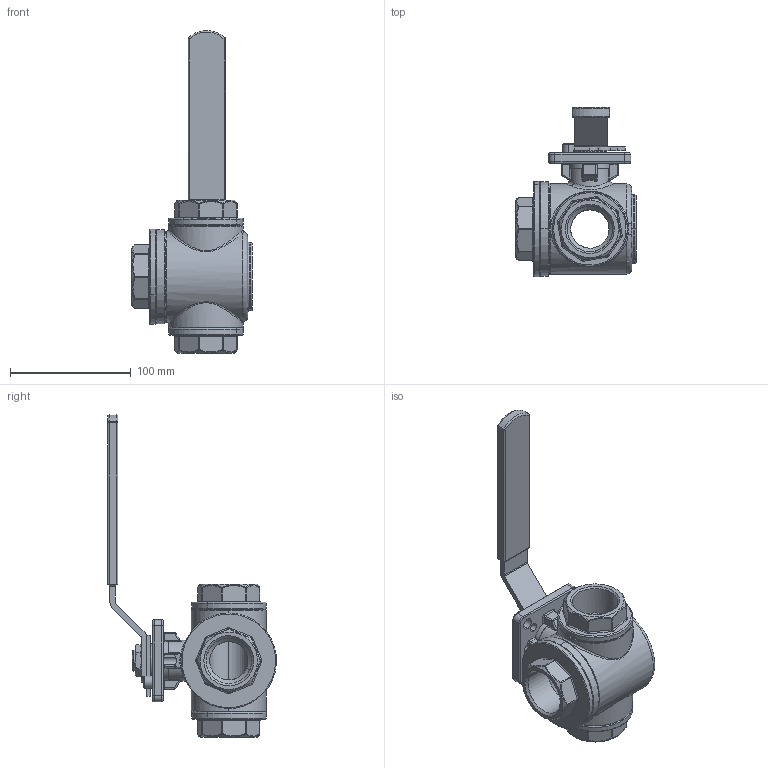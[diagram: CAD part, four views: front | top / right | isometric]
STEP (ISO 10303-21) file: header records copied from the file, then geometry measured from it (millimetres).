
FILE_DESCRIPTION (( 'STEP AP214' ), '1' );
FILE_NAME ('組合501S-032-全流外觀.STEP', '2014-02-10T08:09:27', ( 'zipson' ), ( 'zipson' ), 'SwSTEP 2.0', 'SolidWorks 2008', '' );
FILE_SCHEMA (( 'AUTOMOTIVE_DESIGN' ));
Length unit declared in the file: millimetre
Products named in the file (1): 組合501S-032-外觀暫存檔
Bounding box: 100.24 x 139.96 x 267.37 mm (x, y, z)
Volume: 493099.4 mm3; surface area: 91924.7 mm2
Topology: 1 solids, 1 shells, 577 faces, 1425 edges, 833 vertices
Faces by surface type: cylinder 210, plane 172, torus 64, bspline 48, cone 47, sphere 36
Entity records: 27197 total; most frequent: CARTESIAN_POINT 8082, DIRECTION 2877, ORIENTED_EDGE 2818, EDGE_CURVE 1409, AXIS2_PLACEMENT_3D 1149, VERTEX_POINT 833, EDGE_LOOP 620, CIRCLE 619
